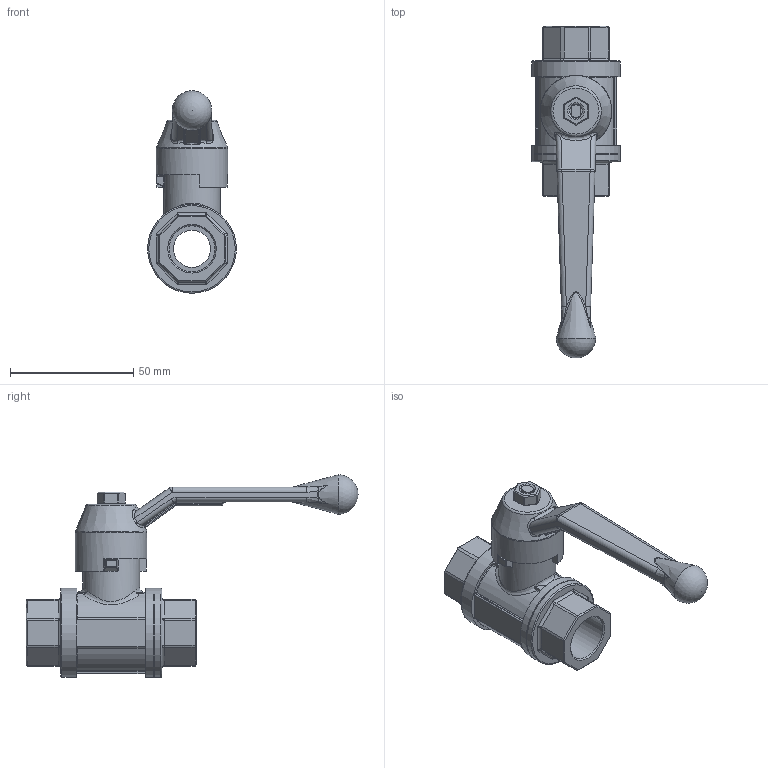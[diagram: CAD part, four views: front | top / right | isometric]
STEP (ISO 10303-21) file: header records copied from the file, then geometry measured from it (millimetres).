
FILE_DESCRIPTION(/* description */ ('Unknown'),/* implementation_level */ '2;1');
FILE_NAME(/* name */ '852-04',/* time_stamp */ '2022-08-09T11:42:51+02:00',/* author */ ('Unknown'),/* organization */ ('Unknown'),/* preprocessor_version */ 'ST-DEVELOPER v16.7',/* originating_system */ 'Solid Edge',/* authorisation */ 'Unknown');
FILE_SCHEMA (('AUTOMOTIVE_DESIGN {1 0 10303 214 3 1 1}'));
Length unit declared in the file: millimetre
Products named in the file (4): 2.852.015; 2.101.015; Hebel f黵 3_8 - 1_2; DIN934-M6.1.1
Assembly tree (3 placements, depth 2):
  2.852.015
    2.101.015
    Hebel f黵 3_8 - 1_2
    DIN934-M6.1.1
Bounding box: 36 x 134.5 x 82 mm (x, y, z)
Volume: 67123.9 mm3; surface area: 21753.5 mm2
Topology: 3 solids, 3 shells, 363 faces, 890 edges, 514 vertices
Faces by surface type: plane 139, cylinder 106, bspline 59, torus 38, sphere 13, cone 8
Full cylindrical faces by diameter (mm): 5 x1, 6 x1, 15 x1, 18.631 x2, 23 x1, 24 x1, 29 x1, 35.5 x1, 36 x3
Entity records: 12884 total; most frequent: CARTESIAN_POINT 3309, ORIENTED_EDGE 1638, DIRECTION 1568, EDGE_CURVE 819, AXIS2_PLACEMENT_3D 580, VERTEX_POINT 497, LINE 408, VECTOR 408
